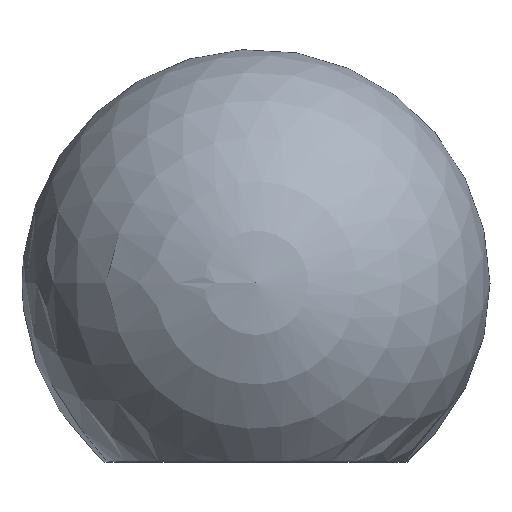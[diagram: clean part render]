
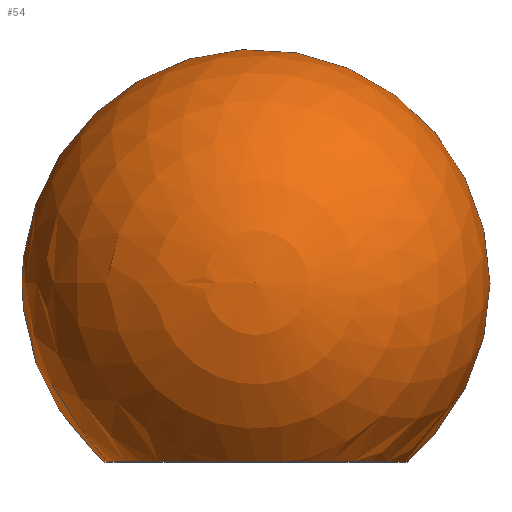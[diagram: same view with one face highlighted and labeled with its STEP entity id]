
A CAD part, top view. The second image highlights one B-rep face of the part: STEP entity #54.
In plain terms, the highlighted spherical face has radius 38.5 mm.
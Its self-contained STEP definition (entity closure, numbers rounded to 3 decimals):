
#16=SPHERICAL_SURFACE('',#74,38.5);
#19=FACE_BOUND('',#28,.T.);
#22=FACE_OUTER_BOUND('',#27,.T.);
#27=EDGE_LOOP('',(#48,#49));
#28=EDGE_LOOP('',(#50));
#29=CIRCLE('',#70,24.857);
#32=CIRCLE('',#75,38.5);
#33=VERTEX_POINT('',#94);
#37=VERTEX_POINT('',#103);
#38=VERTEX_POINT('',#104);
#39=EDGE_CURVE('',#33,#33,#29,.T.);
#42=EDGE_CURVE('',#37,#38,#32,.T.);
#48=ORIENTED_EDGE('',*,*,#42,.T.);
#49=ORIENTED_EDGE('',*,*,#42,.F.);
#50=ORIENTED_EDGE('',*,*,#39,.T.);
#54=ADVANCED_FACE('',(#22,#19),#16,.T.);
#70=AXIS2_PLACEMENT_3D('',#95,#80,#81);
#74=AXIS2_PLACEMENT_3D('',#102,#88,#89);
#75=AXIS2_PLACEMENT_3D('',#105,#90,#91);
#80=DIRECTION('center_axis',(0.,1.,0.));
#81=DIRECTION('ref_axis',(0.,0.,-1.));
#88=DIRECTION('center_axis',(0.,0.,1.));
#89=DIRECTION('ref_axis',(1.,0.,0.));
#90=DIRECTION('center_axis',(0.,-1.,0.));
#91=DIRECTION('ref_axis',(-1.,0.,0.));
#94=CARTESIAN_POINT('',(0.,6.6,24.857));
#95=CARTESIAN_POINT('Origin',(0.,6.6,0.));
#102=CARTESIAN_POINT('Origin',(0.,36.,0.));
#103=CARTESIAN_POINT('',(0.,36.,38.5));
#104=CARTESIAN_POINT('',(0.,36.,-38.5));
#105=CARTESIAN_POINT('Origin',(0.,36.,0.));
